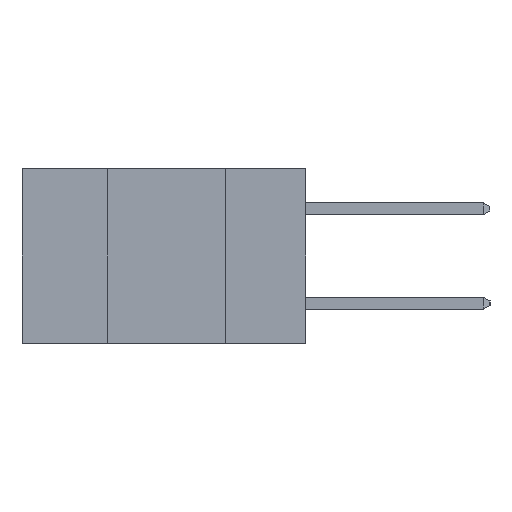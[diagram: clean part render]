
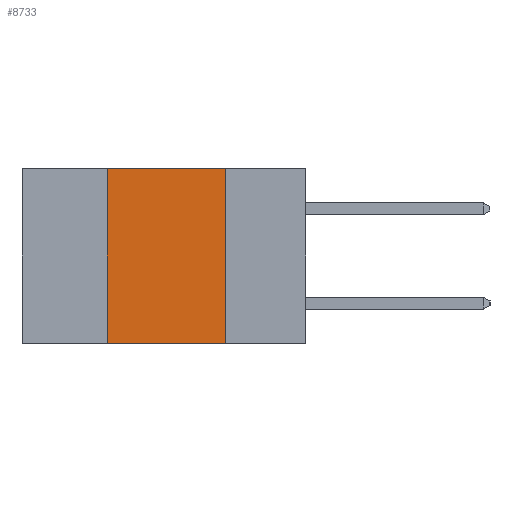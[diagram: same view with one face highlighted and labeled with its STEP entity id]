
A CAD part, left-side view. The second image highlights one B-rep face of the part: STEP entity #8733.
In plain terms, the highlighted planar face has unit normal (-1, 0, 0).
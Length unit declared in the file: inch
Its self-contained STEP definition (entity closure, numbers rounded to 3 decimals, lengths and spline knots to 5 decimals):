
#92 = ORIENTED_EDGE ( 'NONE', *, *, #9028, .F. ) ;
#332 = ORIENTED_EDGE ( 'NONE', *, *, #9148, .T. ) ;
#717 = LINE ( 'NONE', #6719, #17764 ) ;
#1558 = DIRECTION ( 'NONE',  ( 0., -1., 0. ) ) ;
#2136 = DIRECTION ( 'NONE',  ( 0., 0., -1. ) ) ;
#2467 = DIRECTION ( 'NONE',  ( 1., 0., 0. ) ) ;
#2509 = CARTESIAN_POINT ( 'NONE',  ( 0., 0.6, 0. ) ) ;
#3141 = VERTEX_POINT ( 'NONE', #14906 ) ;
#3613 = CARTESIAN_POINT ( 'NONE',  ( 0., 0.42, -0.37 ) ) ;
#3636 = FACE_OUTER_BOUND ( 'NONE', #11314, .T. ) ;
#3803 = PLANE ( 'NONE',  #12577 ) ;
#4603 = ORIENTED_EDGE ( 'NONE', *, *, #11196, .F. ) ;
#5045 = ORIENTED_EDGE ( 'NONE', *, *, #14678, .F. ) ;
#5929 = VECTOR ( 'NONE', #1558, 39.37008 ) ;
#6111 = VERTEX_POINT ( 'NONE', #16203 ) ;
#6388 = DIRECTION ( 'NONE',  ( 0., 0., 1. ) ) ;
#6660 = DIRECTION ( 'NONE',  ( 0., -1., 0. ) ) ;
#6719 = CARTESIAN_POINT ( 'NONE',  ( 0., 0.6, -0.37 ) ) ;
#8142 = VERTEX_POINT ( 'NONE', #9323 ) ;
#8733 = ADVANCED_FACE ( 'NONE', ( #3636 ), #3803, .F. ) ;
#9028 = EDGE_CURVE ( 'NONE', #3141, #8142, #12748, .T. ) ;
#9148 = EDGE_CURVE ( 'NONE', #6111, #8142, #717, .T. ) ;
#9323 = CARTESIAN_POINT ( 'NONE',  ( 0., 0.17, -0.37 ) ) ;
#10986 = DIRECTION ( 'NONE',  ( 0., 0., -1. ) ) ;
#11128 = CARTESIAN_POINT ( 'NONE',  ( 0., 0.17, -0.37 ) ) ;
#11196 = EDGE_CURVE ( 'NONE', #15948, #3141, #13685, .T. ) ;
#11314 = EDGE_LOOP ( 'NONE', ( #92, #4603, #5045, #332 ) ) ;
#11842 = VECTOR ( 'NONE', #6388, 39.37008 ) ;
#12280 = LINE ( 'NONE', #3613, #11842 ) ;
#12577 = AXIS2_PLACEMENT_3D ( 'NONE', #2509, #2467, #2136 ) ;
#12748 = LINE ( 'NONE', #11128, #15968 ) ;
#13685 = LINE ( 'NONE', #15394, #5929 ) ;
#14678 = EDGE_CURVE ( 'NONE', #6111, #15948, #12280, .T. ) ;
#14906 = CARTESIAN_POINT ( 'NONE',  ( 0., 0.17, 0. ) ) ;
#15394 = CARTESIAN_POINT ( 'NONE',  ( 0., 0.6, 0. ) ) ;
#15948 = VERTEX_POINT ( 'NONE', #16944 ) ;
#15968 = VECTOR ( 'NONE', #10986, 39.37008 ) ;
#16203 = CARTESIAN_POINT ( 'NONE',  ( 0., 0.42, -0.37 ) ) ;
#16944 = CARTESIAN_POINT ( 'NONE',  ( 0., 0.42, 0. ) ) ;
#17764 = VECTOR ( 'NONE', #6660, 39.37008 ) ;
